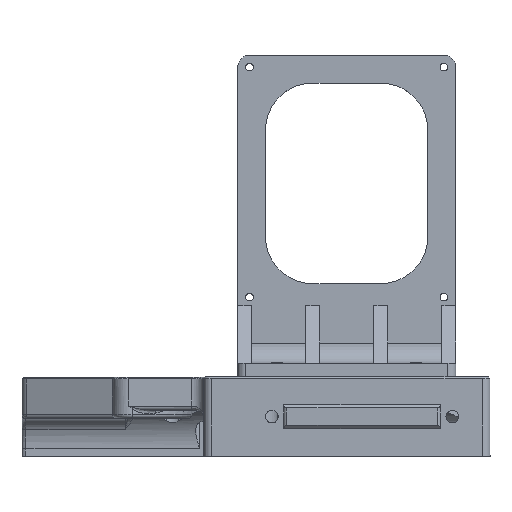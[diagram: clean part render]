
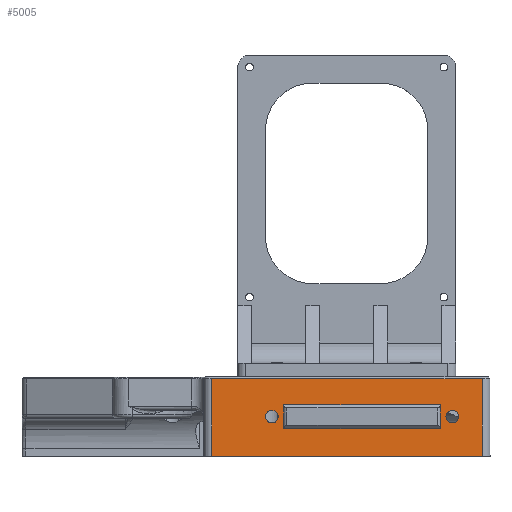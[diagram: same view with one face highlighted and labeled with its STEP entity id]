
A CAD part, top view. The second image highlights one B-rep face of the part: STEP entity #5005.
In plain terms, the highlighted planar face has unit normal (0, 0, 1).
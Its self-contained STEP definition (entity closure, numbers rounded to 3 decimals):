
#165=FACE_BOUND('',#750,.T.);
#166=FACE_BOUND('',#751,.T.);
#167=FACE_BOUND('',#752,.T.);
#263=PLANE('',#5401);
#453=FACE_OUTER_BOUND('',#749,.T.);
#749=EDGE_LOOP('',(#3871,#3872,#3873,#3874));
#750=EDGE_LOOP('',(#3875,#3876,#3877,#3878));
#751=EDGE_LOOP('',(#3879));
#752=EDGE_LOOP('',(#3880));
#1141=LINE('',#8096,#1582);
#1181=LINE('',#8209,#1622);
#1182=LINE('',#8213,#1623);
#1183=LINE('',#8214,#1624);
#1184=LINE('',#8217,#1625);
#1185=LINE('',#8219,#1626);
#1186=LINE('',#8221,#1627);
#1187=LINE('',#8222,#1628);
#1582=VECTOR('',#6264,10.);
#1622=VECTOR('',#6378,10.);
#1623=VECTOR('',#6383,10.);
#1624=VECTOR('',#6384,10.);
#1625=VECTOR('',#6385,10.);
#1626=VECTOR('',#6386,10.);
#1627=VECTOR('',#6387,10.);
#1628=VECTOR('',#6388,10.);
#1912=CIRCLE('',#5402,1.6);
#1913=CIRCLE('',#5403,1.6);
#2252=VERTEX_POINT('',#8092);
#2253=VERTEX_POINT('',#8094);
#2289=VERTEX_POINT('',#8208);
#2290=VERTEX_POINT('',#8212);
#2291=VERTEX_POINT('',#8215);
#2292=VERTEX_POINT('',#8216);
#2293=VERTEX_POINT('',#8218);
#2294=VERTEX_POINT('',#8220);
#2295=VERTEX_POINT('',#8223);
#2296=VERTEX_POINT('',#8225);
#2824=EDGE_CURVE('',#2253,#2252,#1141,.T.);
#2880=EDGE_CURVE('',#2289,#2252,#1181,.T.);
#2882=EDGE_CURVE('',#2290,#2253,#1182,.T.);
#2883=EDGE_CURVE('',#2289,#2290,#1183,.T.);
#2884=EDGE_CURVE('',#2291,#2292,#1184,.T.);
#2885=EDGE_CURVE('',#2292,#2293,#1185,.T.);
#2886=EDGE_CURVE('',#2293,#2294,#1186,.T.);
#2887=EDGE_CURVE('',#2294,#2291,#1187,.T.);
#2888=EDGE_CURVE('',#2295,#2295,#1912,.T.);
#2889=EDGE_CURVE('',#2296,#2296,#1913,.T.);
#3871=ORIENTED_EDGE('',*,*,#2824,.F.);
#3872=ORIENTED_EDGE('',*,*,#2882,.F.);
#3873=ORIENTED_EDGE('',*,*,#2883,.F.);
#3874=ORIENTED_EDGE('',*,*,#2880,.T.);
#3875=ORIENTED_EDGE('',*,*,#2884,.T.);
#3876=ORIENTED_EDGE('',*,*,#2885,.T.);
#3877=ORIENTED_EDGE('',*,*,#2886,.T.);
#3878=ORIENTED_EDGE('',*,*,#2887,.T.);
#3879=ORIENTED_EDGE('',*,*,#2888,.T.);
#3880=ORIENTED_EDGE('',*,*,#2889,.T.);
#5005=ADVANCED_FACE('',(#453,#165,#166,#167),#263,.T.);
#5401=AXIS2_PLACEMENT_3D('',#8211,#6381,#6382);
#5402=AXIS2_PLACEMENT_3D('',#8224,#6389,#6390);
#5403=AXIS2_PLACEMENT_3D('',#8226,#6391,#6392);
#6264=DIRECTION('',(1.,0.,0.));
#6378=DIRECTION('',(0.,1.,0.));
#6381=DIRECTION('center_axis',(0.,0.,
1.));
#6382=DIRECTION('ref_axis',(1.,0.,0.));
#6383=DIRECTION('',(0.,1.,0.));
#6384=DIRECTION('',(-1.,0.,0.));
#6385=DIRECTION('',(1.,0.,0.));
#6386=DIRECTION('',(0.,-1.,0.));
#6387=DIRECTION('',(-1.,0.,0.));
#6388=DIRECTION('',(0.,1.,0.));
#6389=DIRECTION('center_axis',(0.,0.,
-1.));
#6390=DIRECTION('ref_axis',(-1.,0.,0.));
#6391=DIRECTION('center_axis',(0.,0.,
-1.));
#6392=DIRECTION('ref_axis',(-1.,0.,0.));
#8092=CARTESIAN_POINT('',(82.999,-18.4,-58.096));
#8094=CARTESIAN_POINT('',(14.8,-18.4,-58.096));
#8096=CARTESIAN_POINT('',(21.399,-18.4,-58.096));
#8208=CARTESIAN_POINT('',(82.999,-38.,-58.096));
#8209=CARTESIAN_POINT('',(82.999,-38.,-58.096));
#8211=CARTESIAN_POINT('Origin',(15.8,-38.,-58.096));
#8212=CARTESIAN_POINT('',(14.8,-38.,-58.096));
#8213=CARTESIAN_POINT('',(14.8,-28.,-58.096));
#8214=CARTESIAN_POINT('',(69.499,-38.,-58.096));
#8215=CARTESIAN_POINT('',(32.999,-25.,-58.096));
#8216=CARTESIAN_POINT('',(72.499,-25.,-58.096));
#8217=CARTESIAN_POINT('',(44.149,-25.,-58.096));
#8218=CARTESIAN_POINT('',(72.499,-31.,-58.096));
#8219=CARTESIAN_POINT('',(72.499,-34.5,-58.096));
#8220=CARTESIAN_POINT('',(32.999,-31.,-58.096));
#8221=CARTESIAN_POINT('',(24.399,-31.,-58.096));
#8222=CARTESIAN_POINT('',(32.999,-31.5,-58.096));
#8223=CARTESIAN_POINT('',(77.099,-28.,-58.096));
#8224=CARTESIAN_POINT('Origin',(75.499,-28.,-58.096));
#8225=CARTESIAN_POINT('',(31.599,-28.,-58.096));
#8226=CARTESIAN_POINT('Origin',(29.999,-28.,-58.096));
